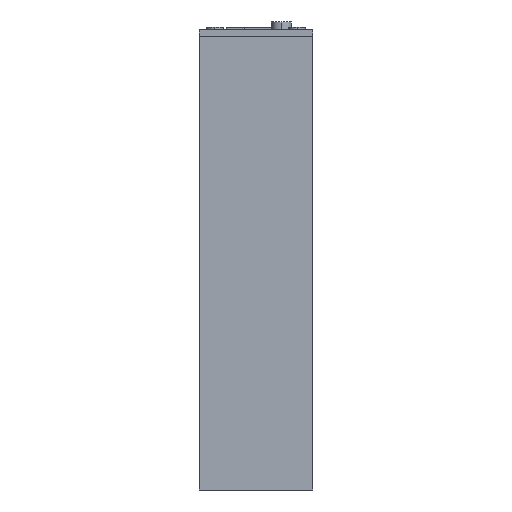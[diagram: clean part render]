
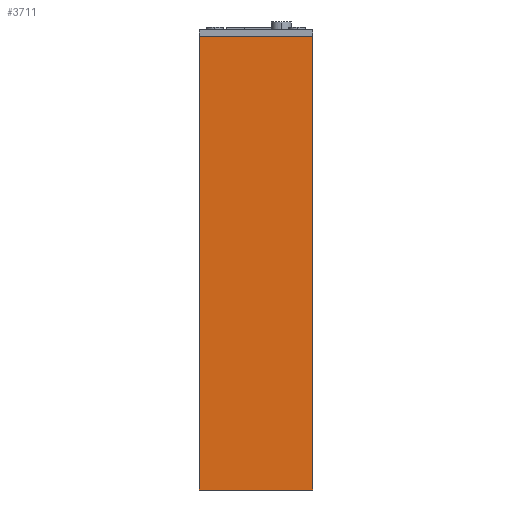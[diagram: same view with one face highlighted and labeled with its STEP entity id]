
A CAD part, left-side view. The second image highlights one B-rep face of the part: STEP entity #3711.
In plain terms, the highlighted planar face has unit normal (-1, 0, 0).
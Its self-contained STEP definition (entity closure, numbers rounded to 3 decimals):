
#10 = EDGE_CURVE ( 'NONE', #3034, #796, #1209, .T. ) ;
#214 = CARTESIAN_POINT ( 'NONE',  ( 0., 43.6, 174.5 ) ) ;
#288 = EDGE_CURVE ( 'NONE', #4965, #3034, #4944, .T. ) ;
#575 = EDGE_CURVE ( 'NONE', #796, #3842, #3233, .T. ) ;
#796 = VERTEX_POINT ( 'NONE', #5140 ) ;
#797 = CARTESIAN_POINT ( 'NONE',  ( 0., 0., 0. ) ) ;
#826 = AXIS2_PLACEMENT_3D ( 'NONE', #2950, #2917, #1514 ) ;
#1209 = LINE ( 'NONE', #4061, #3689 ) ;
#1514 = DIRECTION ( 'NONE',  ( 0., 0., -1. ) ) ;
#1605 = DIRECTION ( 'NONE',  ( 0., 0., -1. ) ) ;
#1716 = VECTOR ( 'NONE', #2493, 1000. ) ;
#1732 = ORIENTED_EDGE ( 'NONE', *, *, #10, .T. ) ;
#1741 = VECTOR ( 'NONE', #5326, 1000. ) ;
#1860 = CARTESIAN_POINT ( 'NONE',  ( 0., 0., 174.5 ) ) ;
#1989 = EDGE_CURVE ( 'NONE', #4965, #3842, #2002, .T. ) ;
#2002 = LINE ( 'NONE', #3964, #1741 ) ;
#2024 = EDGE_LOOP ( 'NONE', ( #4669, #4126, #1732, #5192 ) ) ;
#2493 = DIRECTION ( 'NONE',  ( 0., 1., 0. ) ) ;
#2917 = DIRECTION ( 'NONE',  ( 1., 0., 0. ) ) ;
#2950 = CARTESIAN_POINT ( 'NONE',  ( 0., 0., 177. ) ) ;
#3034 = VERTEX_POINT ( 'NONE', #214 ) ;
#3233 = LINE ( 'NONE', #797, #4875 ) ;
#3689 = VECTOR ( 'NONE', #1605, 1000. ) ;
#3711 = ADVANCED_FACE ( 'NONE', ( #4375 ), #4478, .F. ) ;
#3842 = VERTEX_POINT ( 'NONE', #5643 ) ;
#3964 = CARTESIAN_POINT ( 'NONE',  ( 0., 0., 177. ) ) ;
#4061 = CARTESIAN_POINT ( 'NONE',  ( 0., 43.6, 177. ) ) ;
#4126 = ORIENTED_EDGE ( 'NONE', *, *, #288, .T. ) ;
#4375 = FACE_OUTER_BOUND ( 'NONE', #2024, .T. ) ;
#4478 = PLANE ( 'NONE',  #826 ) ;
#4669 = ORIENTED_EDGE ( 'NONE', *, *, #1989, .F. ) ;
#4875 = VECTOR ( 'NONE', #5139, 1000. ) ;
#4944 = LINE ( 'NONE', #5790, #1716 ) ;
#4965 = VERTEX_POINT ( 'NONE', #1860 ) ;
#5139 = DIRECTION ( 'NONE',  ( 0., -1., 0. ) ) ;
#5140 = CARTESIAN_POINT ( 'NONE',  ( 0., 43.6, 0. ) ) ;
#5192 = ORIENTED_EDGE ( 'NONE', *, *, #575, .T. ) ;
#5326 = DIRECTION ( 'NONE',  ( 0., 0., -1. ) ) ;
#5643 = CARTESIAN_POINT ( 'NONE',  ( 0., 0., 0. ) ) ;
#5790 = CARTESIAN_POINT ( 'NONE',  ( 0., 43.6, 174.5 ) ) ;
